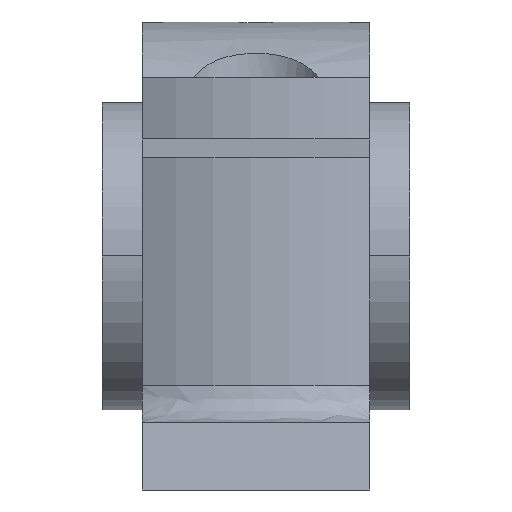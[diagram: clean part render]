
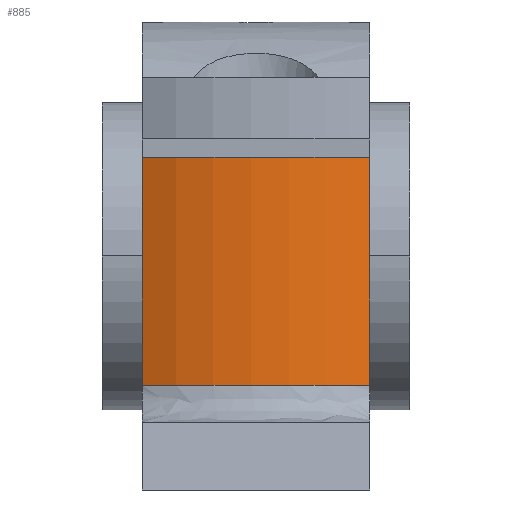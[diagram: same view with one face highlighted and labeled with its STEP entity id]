
A CAD part, left-side view. The second image highlights one B-rep face of the part: STEP entity #885.
In plain terms, the highlighted free-form (B-spline) face has degree [2, 1] with [3, 2] control points.
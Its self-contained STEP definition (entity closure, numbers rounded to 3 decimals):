
#407 = VERTEX_POINT('',#408);
#408 = CARTESIAN_POINT('',(-42.871,-20.432,
    59.64));
#413 = EDGE_CURVE('',#407,#414,#416,.T.);
#414 = VERTEX_POINT('',#415);
#415 = CARTESIAN_POINT('',(-42.871,-20.432,
    18.775));
#416 = B_SPLINE_CURVE_WITH_KNOTS('',1,(#417,#418),.UNSPECIFIED.,.F.,.F.,
  (2,2),(0.,37.),.PIECEWISE_BEZIER_KNOTS.);
#417 = CARTESIAN_POINT('',(-42.871,-20.432,
    59.64));
#418 = CARTESIAN_POINT('',(-42.871,-20.432,
    18.775));
#652 = VERTEX_POINT('',#653);
#653 = CARTESIAN_POINT('',(-42.871,20.432,
    59.64));
#741 = VERTEX_POINT('',#742);
#742 = CARTESIAN_POINT('',(-42.871,20.432,
    18.775));
#751 = EDGE_CURVE('',#652,#741,#752,.T.);
#752 = B_SPLINE_CURVE_WITH_KNOTS('',1,(#753,#754),.UNSPECIFIED.,.F.,.F.,
  (2,2),(0.,37.),.PIECEWISE_BEZIER_KNOTS.);
#753 = CARTESIAN_POINT('',(-42.871,20.432,
    59.64));
#754 = CARTESIAN_POINT('',(-42.871,20.432,
    18.775));
#885 = ADVANCED_FACE('',(#886),#902,.T.);
#886 = FACE_BOUND('',#887,.T.);
#887 = EDGE_LOOP('',(#888,#889,#895,#896));
#888 = ORIENTED_EDGE('',*,*,#751,.T.);
#889 = ORIENTED_EDGE('',*,*,#890,.T.);
#890 = EDGE_CURVE('',#741,#414,#891,.T.);
#891 = ( BOUNDED_CURVE() B_SPLINE_CURVE(2,(#892,#893,#894),
.UNSPECIFIED.,.F.,.F.) B_SPLINE_CURVE_WITH_KNOTS((3,3),(2.697,
3.586),.PIECEWISE_BEZIER_KNOTS.) CURVE() 
GEOMETRIC_REPRESENTATION_ITEM() RATIONAL_B_SPLINE_CURVE((1.,
0.903,1.)) REPRESENTATION_ITEM('') );
#892 = CARTESIAN_POINT('',(-42.871,20.432,
    18.775));
#893 = CARTESIAN_POINT('',(-52.609,0.,
    18.775));
#894 = CARTESIAN_POINT('',(-42.871,-20.432,
    18.775));
#895 = ORIENTED_EDGE('',*,*,#413,.F.);
#896 = ORIENTED_EDGE('',*,*,#897,.F.);
#897 = EDGE_CURVE('',#652,#407,#898,.T.);
#898 = ( BOUNDED_CURVE() B_SPLINE_CURVE(2,(#899,#900,#901),
.UNSPECIFIED.,.F.,.F.) B_SPLINE_CURVE_WITH_KNOTS((3,3),(2.697,
3.586),.PIECEWISE_BEZIER_KNOTS.) CURVE() 
GEOMETRIC_REPRESENTATION_ITEM() RATIONAL_B_SPLINE_CURVE((1.,
0.903,1.)) REPRESENTATION_ITEM('') );
#899 = CARTESIAN_POINT('',(-42.871,20.432,
    59.64));
#900 = CARTESIAN_POINT('',(-52.609,0.,
    59.64));
#901 = CARTESIAN_POINT('',(-42.871,-20.432,
    59.64));
#902 = ( BOUNDED_SURFACE() B_SPLINE_SURFACE(2,1,(
    (#903,#904)
    ,(#905,#906)
,(#907,#908
    )),.UNSPECIFIED.,.F.,.F.,.F.) B_SPLINE_SURFACE_WITH_KNOTS((3,3),(2,2
    ),(5.838,6.728),(0.,37.),.PIECEWISE_BEZIER_KNOTS.) 
GEOMETRIC_REPRESENTATION_ITEM() RATIONAL_B_SPLINE_SURFACE((
    (1.,1.)
    ,(0.903,0.903)
,(1.,1.))) REPRESENTATION_ITEM('') SURFACE() );
#903 = CARTESIAN_POINT('',(-42.871,-20.432,
    59.64));
#904 = CARTESIAN_POINT('',(-42.871,-20.432,
    18.775));
#905 = CARTESIAN_POINT('',(-52.609,0.,
    59.64));
#906 = CARTESIAN_POINT('',(-52.609,0.,
    18.775));
#907 = CARTESIAN_POINT('',(-42.871,20.432,
    59.64));
#908 = CARTESIAN_POINT('',(-42.871,20.432,
    18.775));
